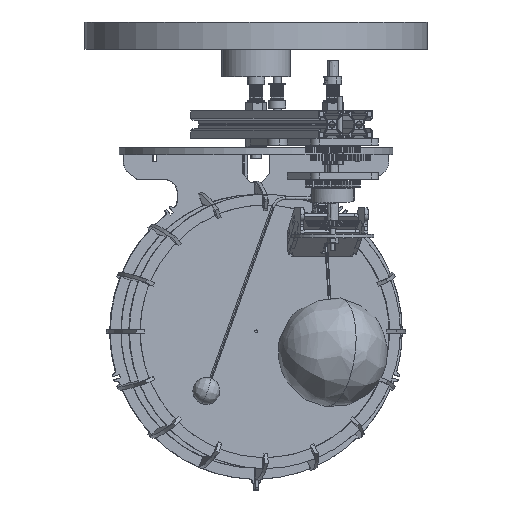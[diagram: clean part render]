
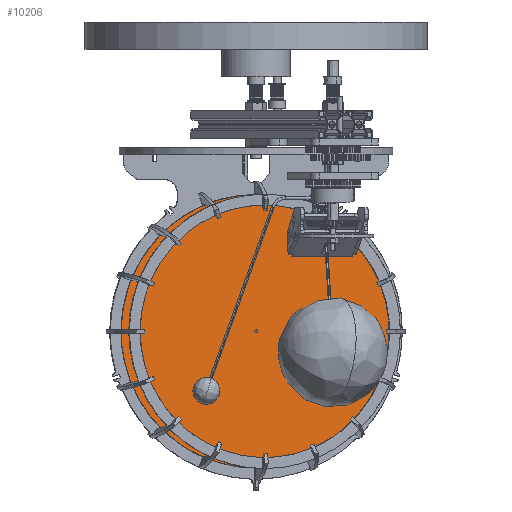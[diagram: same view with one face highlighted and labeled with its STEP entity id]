
A CAD part, left-side view. The second image highlights one B-rep face of the part: STEP entity #10206.
In plain terms, the highlighted free-form (B-spline) face has degree [1, 1] with [2, 2] control points.
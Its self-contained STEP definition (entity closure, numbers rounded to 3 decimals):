
#10085 = VERTEX_POINT('',#10086);
#10086 = CARTESIAN_POINT('',(-2.386,4.646,
    -121.981));
#10091 = EDGE_CURVE('',#10092,#10085,#10094,.T.);
#10092 = VERTEX_POINT('',#10093);
#10093 = CARTESIAN_POINT('',(-2.171,3.283,
    -123.655));
#10094 = ( BOUNDED_CURVE() B_SPLINE_CURVE(2,(#10095,#10096,#10097,#10098
,#10099),.UNSPECIFIED.,.F.,.F.) B_SPLINE_CURVE_WITH_KNOTS((3,2,3),(
    3.142,4.712,6.283),
.PIECEWISE_BEZIER_KNOTS.) CURVE() GEOMETRIC_REPRESENTATION_ITEM() 
RATIONAL_B_SPLINE_CURVE((1.,0.707,1.,0.707,1.)) 
REPRESENTATION_ITEM('') );
#10095 = CARTESIAN_POINT('',(-2.171,3.283,
    -123.655));
#10096 = CARTESIAN_POINT('',(-2.041,2.456,
    -122.965));
#10097 = CARTESIAN_POINT('',(-2.148,3.137,
    -122.128));
#10098 = CARTESIAN_POINT('',(-2.256,3.819,
    -121.29));
#10099 = CARTESIAN_POINT('',(-2.386,4.646,
    -121.981));
#10130 = EDGE_CURVE('',#10131,#10133,#10135,.T.);
#10131 = VERTEX_POINT('',#10132);
#10132 = CARTESIAN_POINT('',(-13.037,72.142,
    -39.094));
#10133 = VERTEX_POINT('',#10134);
#10134 = CARTESIAN_POINT('',(8.479,-64.214,
    -206.542));
#10135 = ( BOUNDED_CURVE() B_SPLINE_CURVE(2,(#10136,#10137,#10138,#10139
,#10140),.UNSPECIFIED.,.F.,.F.) B_SPLINE_CURVE_WITH_KNOTS((3,2,3),(0.,
1.571,3.142),.PIECEWISE_BEZIER_KNOTS.) CURVE() 
GEOMETRIC_REPRESENTATION_ITEM() RATIONAL_B_SPLINE_CURVE((1.,
0.707,1.,0.707,1.)) REPRESENTATION_ITEM('') );
#10136 = CARTESIAN_POINT('',(-13.037,72.142,
    -39.094));
#10137 = CARTESIAN_POINT('',(-26.087,154.843,
    -108.115));
#10138 = CARTESIAN_POINT('',(-15.329,86.665,
    -191.839));
#10139 = CARTESIAN_POINT('',(-4.571,18.487,
    -275.564));
#10140 = CARTESIAN_POINT('',(8.479,-64.214,
    -206.542));
#10179 = EDGE_CURVE('',#10133,#10131,#10180,.T.);
#10180 = ( BOUNDED_CURVE() B_SPLINE_CURVE(2,(#10181,#10182,#10183,#10184
,#10185),.UNSPECIFIED.,.F.,.F.) B_SPLINE_CURVE_WITH_KNOTS((3,2,3),(
    3.142,4.712,6.283),
.PIECEWISE_BEZIER_KNOTS.) CURVE() GEOMETRIC_REPRESENTATION_ITEM() 
RATIONAL_B_SPLINE_CURVE((1.,0.707,1.,0.707,1.)) 
REPRESENTATION_ITEM('') );
#10181 = CARTESIAN_POINT('',(8.479,-64.214,
    -206.542));
#10182 = CARTESIAN_POINT('',(21.529,-146.914,
    -137.521));
#10183 = CARTESIAN_POINT('',(10.771,-78.737,
    -53.796));
#10184 = CARTESIAN_POINT('',(0.013,-10.559,
    29.928));
#10185 = CARTESIAN_POINT('',(-13.037,72.142,
    -39.094));
#10206 = ADVANCED_FACE('',(#10207,#10218),#10222,.T.);
#10207 = FACE_BOUND('',#10208,.T.);
#10208 = EDGE_LOOP('',(#10209,#10217));
#10209 = ORIENTED_EDGE('',*,*,#10210,.F.);
#10210 = EDGE_CURVE('',#10085,#10092,#10211,.T.);
#10211 = ( BOUNDED_CURVE() B_SPLINE_CURVE(2,(#10212,#10213,#10214,#10215
,#10216),.UNSPECIFIED.,.F.,.F.) B_SPLINE_CURVE_WITH_KNOTS((3,2,3),(0.,
1.571,3.142),.PIECEWISE_BEZIER_KNOTS.) CURVE() 
GEOMETRIC_REPRESENTATION_ITEM() RATIONAL_B_SPLINE_CURVE((1.,
0.707,1.,0.707,1.)) REPRESENTATION_ITEM('') );
#10212 = CARTESIAN_POINT('',(-2.386,4.646,
    -121.981));
#10213 = CARTESIAN_POINT('',(-2.517,5.473,
    -122.671));
#10214 = CARTESIAN_POINT('',(-2.409,4.791,
    -123.508));
#10215 = CARTESIAN_POINT('',(-2.302,4.11,
    -124.345));
#10216 = CARTESIAN_POINT('',(-2.171,3.283,
    -123.655));
#10217 = ORIENTED_EDGE('',*,*,#10091,.F.);
#10218 = FACE_BOUND('',#10219,.T.);
#10219 = EDGE_LOOP('',(#10220,#10221));
#10220 = ORIENTED_EDGE('',*,*,#10179,.T.);
#10221 = ORIENTED_EDGE('',*,*,#10130,.T.);
#10222 = B_SPLINE_SURFACE_WITH_KNOTS('',1,1,(
    (#10223,#10224)
    ,(#10225,#10226
  )),.UNSPECIFIED.,.F.,.F.,.F.,(2,2),(2,2),(-100.,100.),(-100.,100.),
  .PIECEWISE_BEZIER_KNOTS.);
#10223 = CARTESIAN_POINT('',(21.529,-146.914,
    -137.521));
#10224 = CARTESIAN_POINT('',(-4.571,18.487,
    -275.564));
#10225 = CARTESIAN_POINT('',(0.013,-10.559,
    29.928));
#10226 = CARTESIAN_POINT('',(-26.087,154.843,
    -108.115));
